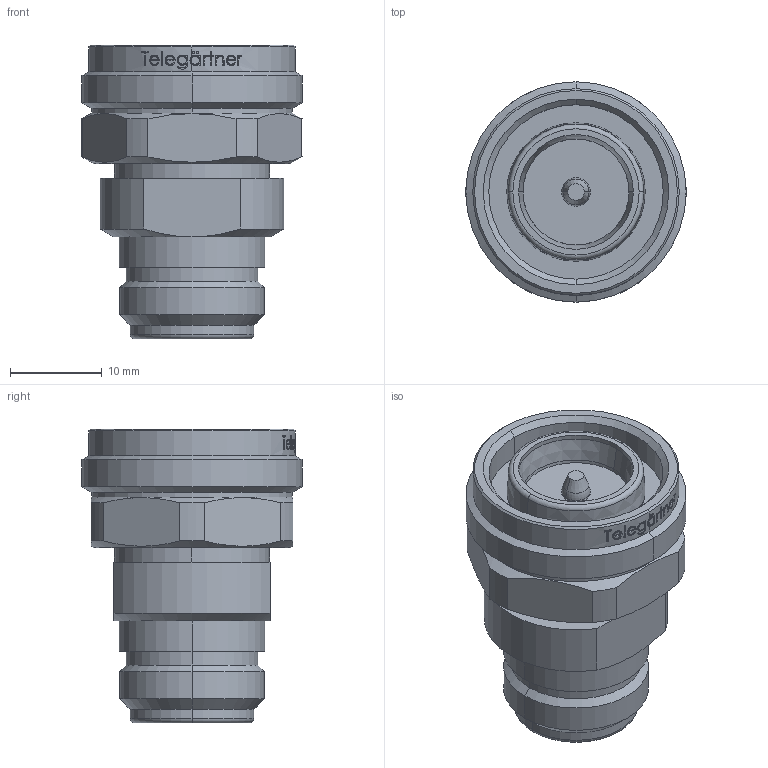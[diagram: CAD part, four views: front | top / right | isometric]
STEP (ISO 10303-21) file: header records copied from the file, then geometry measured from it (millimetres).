
FILE_DESCRIPTION (( 'STEP AP214' ), '1' );
FILE_NAME ('J01027A0023.STEP', '2018-11-16T14:22:08', ( '' ), ( '' ), 'SwSTEP 2.0', 'SolidWorks 2017', '' );
FILE_SCHEMA (( 'AUTOMOTIVE_DESIGN' ));
Length unit declared in the file: millimetre
Products named in the file (1): J01027A0023
Bounding box: 24 x 24 x 32 mm (x, y, z)
Volume: 8521.4 mm3; surface area: 3551.1 mm2
Topology: 1 solids, 1 shells, 286 faces, 722 edges, 467 vertices
Faces by surface type: plane 89, bspline 83, cylinder 65, cone 39, torus 10
Entity records: 18276 total; most frequent: CARTESIAN_POINT 8973, ORIENTED_EDGE 1444, DIRECTION 1000, EDGE_CURVE 722, VERTEX_POINT 467, AXIS2_PLACEMENT_3D 393, EDGE_LOOP 315, B_SPLINE_CURVE_WITH_KNOTS 307
